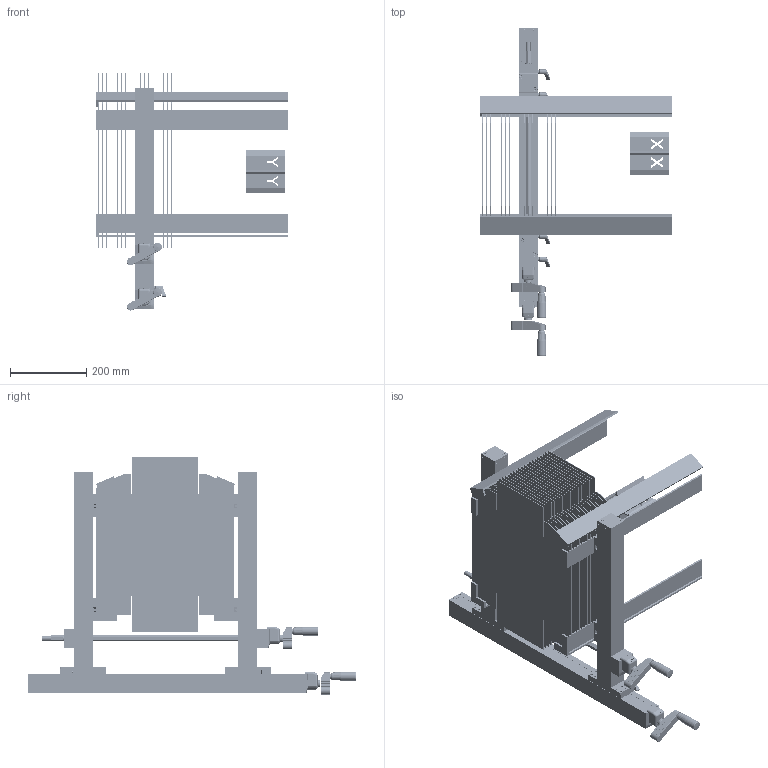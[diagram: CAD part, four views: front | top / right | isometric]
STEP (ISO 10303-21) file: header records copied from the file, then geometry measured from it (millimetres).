
FILE_DESCRIPTION(/* description */ ('Unknown'),/* implementation_level */ '2;1');
FILE_NAME(/* name */ 'A-0000219-Zuschnittmagazin-sym-2fach-50-dy',/* time_stamp */ '2020-05-25T10:37:43+02:00',/* author */ ('Unknown'),/* organization */ ('Unknown'),/* preprocessor_version */ 'ST-DEVELOPER v16.7',/* originating_system */ 'Solid Edge',/* authorisation */ 'Unknown');
FILE_SCHEMA (('AUTOMOTIVE_DESIGN {1 0 10303 214 3 1 1}'));
Products named in the file (15): A-0000219-Zuschnittmagazin-sym-2fach-50-dy; Profil-50-Magazin; A-0000114-Schlitten50-120lg-Klem-Alu-dy; A-0000127-Digi-Adapterplatte-50-dy; A-0000125-Flanschlager50-Stirnseite-dy; A-0000123-Schlitten50-60lg-Alu-dy_mir; ref-4x90G; T-0000273-Adapterplatte; Profil-50-Magazin-2; Magazin-Schachtprofil; Schachtel-Zuschnitt; A-0000123-Schlitten50-60lg-Alu-dy; A-0000098-Deckel50-geschraubt-dy; A-0000070-Kegelradgetriebe50-im-Profil.dy; Welle-6kt-Magazin
Assembly tree (49 placements, depth 2):
  A-0000219-Zuschnittmagazin-sym-2fach-50-dy
    Profil-50-Magazin
    A-0000114-Schlitten50-120lg-Klem-Alu-dy  x2
    A-0000127-Digi-Adapterplatte-50-dy  x2
    A-0000125-Flanschlager50-Stirnseite-dy
    A-0000123-Schlitten50-60lg-Alu-dy_mir  x2
    ref-4x90G
    T-0000273-Adapterplatte  x2
    Profil-50-Magazin-2  x2
    Magazin-Schachtprofil  x8
    Schachtel-Zuschnitt  x20
    A-0000123-Schlitten50-60lg-Alu-dy  x2
    A-0000098-Deckel50-geschraubt-dy  x3
    A-0000070-Kegelradgetriebe50-im-Profil.dy  x2
    Welle-6kt-Magazin
Bounding box: 500 x 858.61 x 620.01 mm (x, y, z)
Volume: 9356301.8 mm3; surface area: 7509005.7 mm2
Topology: 63 solids, 71 shells, 9116 faces, 23801 edges, 15149 vertices
Faces by surface type: plane 6381, cylinder 1493, cone 576, bspline 511, torus 112, sphere 43
Full cylindrical faces by diameter (mm): 1.7 x6, 3 x4, 3.2 x8, 4 x3, 4.1 x2, 4.134 x4, 4.2 x10, 4.5 x4, 4.917 x108, 5 x56, 5.3 x4, 5.5 x12, 5.8 x8, 6 x20, 6.2 x3, 6.4 x38, 8 x4, 8.3 x4, 8.96 x4, 10 x16, 11 x12, 11.5 x2, 12 x20, 13 x4, 13.024 x2, 14 x2, 16 x5, 17 x14, 17.3 x6, 18 x3
Entity records: 169466 total; most frequent: CARTESIAN_POINT 48540, ORIENTED_EDGE 19932, DIRECTION 18287, EDGE_CURVE 9966, LINE 7049, VECTOR 7049, VERTEX_POINT 6712, AXIS2_PLACEMENT_3D 5619
